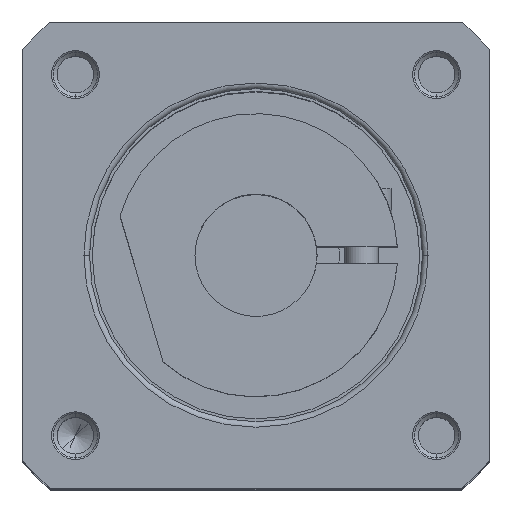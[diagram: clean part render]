
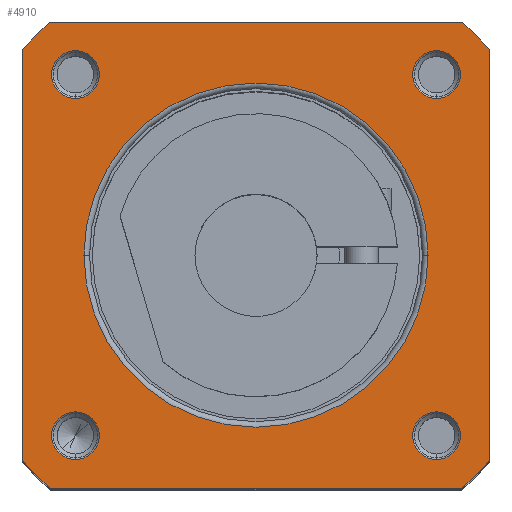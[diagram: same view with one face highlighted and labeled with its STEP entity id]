
A CAD part, top view. The second image highlights one B-rep face of the part: STEP entity #4910.
In plain terms, the highlighted face is planar.
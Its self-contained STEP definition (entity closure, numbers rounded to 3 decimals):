
#3802=CARTESIAN_POINT('',(0.,29.5,0.));
#3803=DIRECTION('',(0.,1.,0.));
#3804=DIRECTION('',(0.75,0.,-0.661));
#3805=AXIS2_PLACEMENT_3D('',#3802,#3803,#3804);
#3807=DIRECTION('',(0.,0.,-1.));
#3808=VECTOR('',#3807,37.041);
#3809=CARTESIAN_POINT('',(21.,29.5,18.52));
#3810=LINE('',#3809,#3808);
#3811=CARTESIAN_POINT('',(0.,29.5,0.));
#3812=DIRECTION('',(0.,1.,0.));
#3813=DIRECTION('',(0.661,0.,0.75));
#3814=AXIS2_PLACEMENT_3D('',#3811,#3812,#3813);
#3816=DIRECTION('',(1.,0.,0.));
#3817=VECTOR('',#3816,37.041);
#3818=CARTESIAN_POINT('',(-18.52,29.5,21.));
#3819=LINE('',#3818,#3817);
#3820=CARTESIAN_POINT('',(0.,29.5,0.));
#3821=DIRECTION('',(0.,1.,0.));
#3822=DIRECTION('',(-0.75,0.,0.661));
#3823=AXIS2_PLACEMENT_3D('',#3820,#3821,#3822);
#3825=DIRECTION('',(0.,0.,1.));
#3826=VECTOR('',#3825,37.041);
#3827=CARTESIAN_POINT('',(-21.,29.5,-18.52));
#3828=LINE('',#3827,#3826);
#3829=CARTESIAN_POINT('',(0.,29.5,0.));
#3830=DIRECTION('',(0.,1.,0.));
#3831=DIRECTION('',(-0.661,0.,-0.75));
#3832=AXIS2_PLACEMENT_3D('',#3829,#3830,#3831);
#3834=DIRECTION('',(-1.,0.,0.));
#3835=VECTOR('',#3834,37.041);
#3836=CARTESIAN_POINT('',(18.52,29.5,-21.));
#3837=LINE('',#3836,#3835);
#3838=CARTESIAN_POINT('',(-16.263,29.5,16.263));
#3839=DIRECTION('',(0.,-1.,0.));
#3840=DIRECTION('',(1.,0.,0.));
#3841=AXIS2_PLACEMENT_3D('',#3838,#3839,#3840);
#3848=CARTESIAN_POINT('',(-16.263,29.5,16.263));
#3849=DIRECTION('',(0.,-1.,0.));
#3850=DIRECTION('',(-1.,0.,0.));
#3851=AXIS2_PLACEMENT_3D('',#3848,#3849,#3850);
#3884=CARTESIAN_POINT('',(-16.263,29.5,-16.263));
#3885=DIRECTION('',(0.,-1.,0.));
#3886=DIRECTION('',(1.,0.,0.));
#3887=AXIS2_PLACEMENT_3D('',#3884,#3885,#3886);
#3894=CARTESIAN_POINT('',(-16.263,29.5,-16.263));
#3895=DIRECTION('',(0.,-1.,0.));
#3896=DIRECTION('',(-1.,0.,0.));
#3897=AXIS2_PLACEMENT_3D('',#3894,#3895,#3896);
#3930=CARTESIAN_POINT('',(16.263,29.5,-16.263));
#3931=DIRECTION('',(0.,-1.,0.));
#3932=DIRECTION('',(1.,0.,0.));
#3933=AXIS2_PLACEMENT_3D('',#3930,#3931,#3932);
#3940=CARTESIAN_POINT('',(16.263,29.5,-16.263));
#3941=DIRECTION('',(0.,-1.,0.));
#3942=DIRECTION('',(-1.,0.,0.));
#3943=AXIS2_PLACEMENT_3D('',#3940,#3941,#3942);
#4292=CARTESIAN_POINT('',(16.263,29.5,16.263));
#4293=DIRECTION('',(0.,-1.,0.));
#4294=DIRECTION('',(1.,0.,0.));
#4295=AXIS2_PLACEMENT_3D('',#4292,#4293,#4294);
#4302=CARTESIAN_POINT('',(16.263,29.5,16.263));
#4303=DIRECTION('',(0.,-1.,0.));
#4304=DIRECTION('',(-1.,0.,0.));
#4305=AXIS2_PLACEMENT_3D('',#4302,#4303,#4304);
#4356=CARTESIAN_POINT('',(0.,29.5,0.));
#4357=DIRECTION('',(0.,-1.,0.));
#4358=DIRECTION('',(0.,0.,1.));
#4359=AXIS2_PLACEMENT_3D('',#4356,#4357,#4358);
#4371=CARTESIAN_POINT('',(0.,29.5,0.));
#4372=DIRECTION('',(0.,-1.,0.));
#4373=DIRECTION('',(0.,0.,-1.));
#4374=AXIS2_PLACEMENT_3D('',#4371,#4372,#4373);
#4526=CARTESIAN_POINT('',(21.,29.5,-18.52));
#4527=CARTESIAN_POINT('',(18.52,29.5,-21.));
#4528=VERTEX_POINT('',#4526);
#4529=VERTEX_POINT('',#4527);
#4530=CARTESIAN_POINT('',(-18.52,29.5,-21.));
#4531=CARTESIAN_POINT('',(-21.,29.5,-18.52));
#4532=VERTEX_POINT('',#4530);
#4533=VERTEX_POINT('',#4531);
#4534=CARTESIAN_POINT('',(-21.,29.5,18.52));
#4535=CARTESIAN_POINT('',(-18.52,29.5,21.));
#4536=VERTEX_POINT('',#4534);
#4537=VERTEX_POINT('',#4535);
#4538=CARTESIAN_POINT('',(18.52,29.5,21.));
#4539=CARTESIAN_POINT('',(21.,29.5,18.52));
#4540=VERTEX_POINT('',#4538);
#4541=VERTEX_POINT('',#4539);
#4584=CARTESIAN_POINT('',(18.413,29.5,16.263));
#4585=CARTESIAN_POINT('',(14.113,29.5,16.263));
#4586=VERTEX_POINT('',#4584);
#4587=VERTEX_POINT('',#4585);
#4592=CARTESIAN_POINT('',(-14.113,29.5,16.263));
#4593=CARTESIAN_POINT('',(-18.413,29.5,16.263));
#4594=VERTEX_POINT('',#4592);
#4595=VERTEX_POINT('',#4593);
#4600=CARTESIAN_POINT('',(-14.113,29.5,-16.263));
#4601=CARTESIAN_POINT('',(-18.413,29.5,-16.263));
#4602=VERTEX_POINT('',#4600);
#4603=VERTEX_POINT('',#4601);
#4608=CARTESIAN_POINT('',(18.413,29.5,-16.263));
#4609=CARTESIAN_POINT('',(14.113,29.5,-16.263));
#4610=VERTEX_POINT('',#4608);
#4611=VERTEX_POINT('',#4609);
#4648=CARTESIAN_POINT('',(0.,29.5,15.5));
#4649=CARTESIAN_POINT('',(0.,29.5,-15.5));
#4650=VERTEX_POINT('',#4648);
#4651=VERTEX_POINT('',#4649);
#4860=CARTESIAN_POINT('',(0.,29.5,0.));
#4861=DIRECTION('',(0.,-1.,0.));
#4862=DIRECTION('',(-1.,0.,0.));
#4863=AXIS2_PLACEMENT_3D('',#4860,#4861,#4862);
#4864=PLANE('',#4863);
#4865=ORIENTED_EDGE('',*,*,#4822,.F.);
#4867=ORIENTED_EDGE('',*,*,#4866,.F.);
#4869=ORIENTED_EDGE('',*,*,#4868,.F.);
#4871=ORIENTED_EDGE('',*,*,#4870,.F.);
#4873=ORIENTED_EDGE('',*,*,#4872,.F.);
#4875=ORIENTED_EDGE('',*,*,#4874,.F.);
#4876=ORIENTED_EDGE('',*,*,#4837,.F.);
#4877=ORIENTED_EDGE('',*,*,#4847,.F.);
#4878=EDGE_LOOP('',(#4865,#4867,#4869,#4871,#4873,#4875,#4876,#4877));
#4879=FACE_OUTER_BOUND('',#4878,.F.);
#4881=ORIENTED_EDGE('',*,*,#4880,.F.);
#4883=ORIENTED_EDGE('',*,*,#4882,.F.);
#4884=EDGE_LOOP('',(#4881,#4883));
#4885=FACE_BOUND('',#4884,.F.);
#4887=ORIENTED_EDGE('',*,*,#4886,.F.);
#4889=ORIENTED_EDGE('',*,*,#4888,.F.);
#4890=EDGE_LOOP('',(#4887,#4889));
#4891=FACE_BOUND('',#4890,.F.);
#4893=ORIENTED_EDGE('',*,*,#4892,.F.);
#4895=ORIENTED_EDGE('',*,*,#4894,.F.);
#4896=EDGE_LOOP('',(#4893,#4895));
#4897=FACE_BOUND('',#4896,.F.);
#4899=ORIENTED_EDGE('',*,*,#4898,.F.);
#4901=ORIENTED_EDGE('',*,*,#4900,.F.);
#4902=EDGE_LOOP('',(#4899,#4901));
#4903=FACE_BOUND('',#4902,.F.);
#4905=ORIENTED_EDGE('',*,*,#4904,.F.);
#4907=ORIENTED_EDGE('',*,*,#4906,.F.);
#4908=EDGE_LOOP('',(#4905,#4907));
#4909=FACE_BOUND('',#4908,.F.);
#4910=ADVANCED_FACE('',(#4879,#4885,#4891,#4897,#4903,#4909),#4864,.F.);
#3806=CIRCLE('',#3805,28.);
#3815=CIRCLE('',#3814,28.);
#3824=CIRCLE('',#3823,28.);
#3833=CIRCLE('',#3832,28.);
#3842=CIRCLE('',#3841,2.15);
#3852=CIRCLE('',#3851,2.15);
#3888=CIRCLE('',#3887,2.15);
#3898=CIRCLE('',#3897,2.15);
#3934=CIRCLE('',#3933,2.15);
#3944=CIRCLE('',#3943,2.15);
#4296=CIRCLE('',#4295,2.15);
#4306=CIRCLE('',#4305,2.15);
#4360=CIRCLE('',#4359,15.5);
#4375=CIRCLE('',#4374,15.5);
#4822=EDGE_CURVE('',#4528,#4529,#3806,.T.);
#4837=EDGE_CURVE('',#4532,#4533,#3833,.T.);
#4847=EDGE_CURVE('',#4529,#4532,#3837,.T.);
#4866=EDGE_CURVE('',#4541,#4528,#3810,.T.);
#4868=EDGE_CURVE('',#4540,#4541,#3815,.T.);
#4870=EDGE_CURVE('',#4537,#4540,#3819,.T.);
#4872=EDGE_CURVE('',#4536,#4537,#3824,.T.);
#4874=EDGE_CURVE('',#4533,#4536,#3828,.T.);
#4880=EDGE_CURVE('',#4594,#4595,#3842,.T.);
#4882=EDGE_CURVE('',#4595,#4594,#3852,.T.);
#4886=EDGE_CURVE('',#4602,#4603,#3888,.T.);
#4888=EDGE_CURVE('',#4603,#4602,#3898,.T.);
#4892=EDGE_CURVE('',#4610,#4611,#3934,.T.);
#4894=EDGE_CURVE('',#4611,#4610,#3944,.T.);
#4898=EDGE_CURVE('',#4586,#4587,#4296,.T.);
#4900=EDGE_CURVE('',#4587,#4586,#4306,.T.);
#4904=EDGE_CURVE('',#4650,#4651,#4360,.T.);
#4906=EDGE_CURVE('',#4651,#4650,#4375,.T.);
